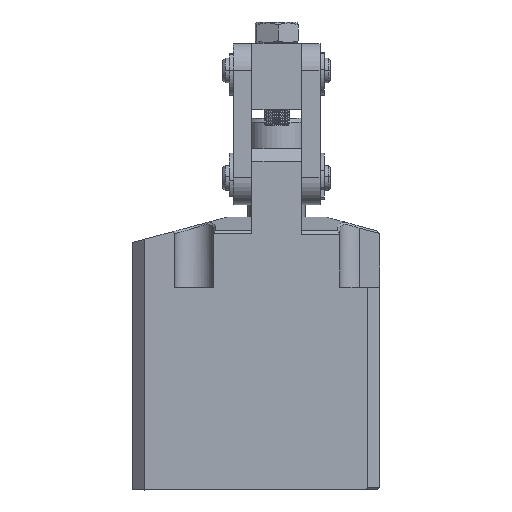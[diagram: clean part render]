
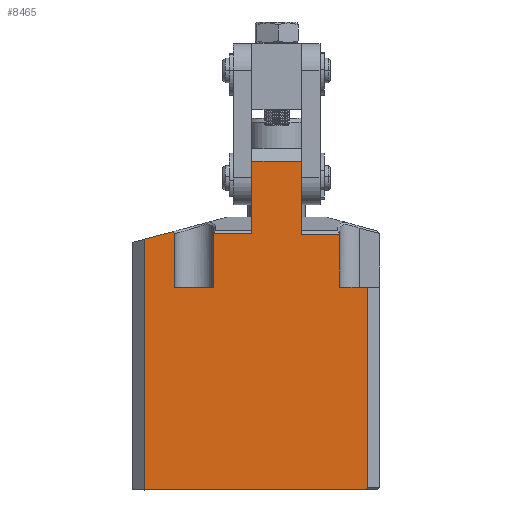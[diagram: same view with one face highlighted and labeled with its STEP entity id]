
A CAD part, top view. The second image highlights one B-rep face of the part: STEP entity #8465.
In plain terms, the highlighted planar face has unit normal (0, 0, 1).
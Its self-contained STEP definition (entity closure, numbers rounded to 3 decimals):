
#216 = EDGE_CURVE ( 'NONE', #1116, #9274, #11290, .T. ) ;
#381 = VECTOR ( 'NONE', #11523, 1000. ) ;
#437 = CARTESIAN_POINT ( 'NONE',  ( 399.833, 54.859, 25. ) ) ;
#587 = VERTEX_POINT ( 'NONE', #5228 ) ;
#627 = VERTEX_POINT ( 'NONE', #2091 ) ;
#640 = VERTEX_POINT ( 'NONE', #13516 ) ;
#816 = CARTESIAN_POINT ( 'NONE',  ( 452.388, 54.338, 25. ) ) ;
#875 = VECTOR ( 'NONE', #9387, 1000. ) ;
#1042 = CARTESIAN_POINT ( 'NONE',  ( 407.083, 116.86, 25. ) ) ;
#1083 = ORIENTED_EDGE ( 'NONE', *, *, #10994, .T. ) ;
#1116 = VERTEX_POINT ( 'NONE', #8466 ) ;
#1187 = LINE ( 'NONE', #1221, #2913 ) ;
#1195 = LINE ( 'NONE', #437, #1604 ) ;
#1207 = EDGE_CURVE ( 'NONE', #4302, #1116, #12955, .T. ) ;
#1221 = CARTESIAN_POINT ( 'NONE',  ( 399.833, 54.859, 25. ) ) ;
#1410 = EDGE_CURVE ( 'NONE', #15372, #1741, #13371, .T. ) ;
#1465 = ORIENTED_EDGE ( 'NONE', *, *, #216, .T. ) ;
#1604 = VECTOR ( 'NONE', #9471, 1000. ) ;
#1712 = VECTOR ( 'NONE', #10957, 1000. ) ;
#1741 = VERTEX_POINT ( 'NONE', #14127 ) ;
#2017 = VECTOR ( 'NONE', #15051, 1000. ) ;
#2091 = CARTESIAN_POINT ( 'NONE',  ( 399.833, 54.859, 25. ) ) ;
#2104 = DIRECTION ( 'NONE',  ( 0.816, 0.577, 0. ) ) ;
#2206 = EDGE_CURVE ( 'NONE', #9731, #15372, #13892, .T. ) ;
#2332 = DIRECTION ( 'NONE',  ( 0.767, -0.642, 0. ) ) ;
#2463 = EDGE_CURVE ( 'NONE', #10146, #7102, #5294, .T. ) ;
#2637 = ORIENTED_EDGE ( 'NONE', *, *, #2206, .T. ) ;
#2801 = VECTOR ( 'NONE', #12774, 1000. ) ;
#2913 = VECTOR ( 'NONE', #12798, 1000. ) ;
#3068 = CARTESIAN_POINT ( 'NONE',  ( 399.833, 115.5, 25. ) ) ;
#3550 = CARTESIAN_POINT ( 'NONE',  ( 447.083, 116.669, 25. ) ) ;
#3940 = LINE ( 'NONE', #1042, #6322 ) ;
#4020 = VECTOR ( 'NONE', #13530, 1000. ) ;
#4200 = CARTESIAN_POINT ( 'NONE',  ( 425.833, 54.859, 25. ) ) ;
#4296 = CARTESIAN_POINT ( 'NONE',  ( 407.083, 54.859, 25. ) ) ;
#4302 = VERTEX_POINT ( 'NONE', #11392 ) ;
#4472 = VECTOR ( 'NONE', #2104, 1000. ) ;
#4900 = AXIS2_PLACEMENT_3D ( 'NONE', #10877, #5808, #14720 ) ;
#5173 = LINE ( 'NONE', #12856, #8827 ) ;
#5223 = ORIENTED_EDGE ( 'NONE', *, *, #2463, .T. ) ;
#5224 = EDGE_LOOP ( 'NONE', ( #8017, #5223, #6709, #7960, #1465, #12695, #7836, #16518, #2637, #6627, #1083, #8023, #14656, #12435, #15144, #13159, #14881 ) ) ;
#5228 = CARTESIAN_POINT ( 'NONE',  ( 407.083, 116.86, 25. ) ) ;
#5255 = EDGE_CURVE ( 'NONE', #11273, #9876, #8514, .T. ) ;
#5294 = LINE ( 'NONE', #8517, #16027 ) ;
#5309 = VECTOR ( 'NONE', #14959, 1000. ) ;
#5344 = CARTESIAN_POINT ( 'NONE',  ( 406.555, 117.302, 25. ) ) ;
#5465 = EDGE_CURVE ( 'NONE', #11273, #587, #3940, .T. ) ;
#5540 = EDGE_CURVE ( 'NONE', #9876, #627, #1187, .T. ) ;
#5808 = DIRECTION ( 'NONE',  ( 0., 0., 1. ) ) ;
#5834 = EDGE_CURVE ( 'NONE', #16442, #640, #10638, .T. ) ;
#5851 = CARTESIAN_POINT ( 'NONE',  ( 399.833, 103.859, 25. ) ) ;
#6322 = VECTOR ( 'NONE', #2332, 1000. ) ;
#6410 = DIRECTION ( 'NONE',  ( -1., 0., 0. ) ) ;
#6627 = ORIENTED_EDGE ( 'NONE', *, *, #1410, .T. ) ;
#6709 = ORIENTED_EDGE ( 'NONE', *, *, #10787, .T. ) ;
#6759 = CARTESIAN_POINT ( 'NONE',  ( 453.126, 54.859, 25. ) ) ;
#7102 = VERTEX_POINT ( 'NONE', #3550 ) ;
#7304 = VECTOR ( 'NONE', #6410, 1000. ) ;
#7368 = CARTESIAN_POINT ( 'NONE',  ( 416.583, 103.859, 25. ) ) ;
#7452 = CARTESIAN_POINT ( 'NONE',  ( 416.583, 116.858, 25. ) ) ;
#7836 = ORIENTED_EDGE ( 'NONE', *, *, #14238, .T. ) ;
#7843 = DIRECTION ( 'NONE',  ( -1., 0., 0. ) ) ;
#7947 = CARTESIAN_POINT ( 'NONE',  ( 399.833, 134.359, 25. ) ) ;
#7960 = ORIENTED_EDGE ( 'NONE', *, *, #1207, .T. ) ;
#7968 = CARTESIAN_POINT ( 'NONE',  ( 416.583, 116.858, 25. ) ) ;
#8017 = ORIENTED_EDGE ( 'NONE', *, *, #11550, .T. ) ;
#8023 = ORIENTED_EDGE ( 'NONE', *, *, #5465, .F. ) ;
#8095 = CARTESIAN_POINT ( 'NONE',  ( 453.833, 103.859, 25. ) ) ;
#8135 = VERTEX_POINT ( 'NONE', #11419 ) ;
#8201 = DIRECTION ( 'NONE',  ( 0., 1., 0. ) ) ;
#8223 = EDGE_CURVE ( 'NONE', #640, #13683, #5173, .T. ) ;
#8378 = CARTESIAN_POINT ( 'NONE',  ( 406.555, 117.302, 25. ) ) ;
#8465 = ADVANCED_FACE ( 'NONE', ( #15890 ), #12238, .T. ) ;
#8466 = CARTESIAN_POINT ( 'NONE',  ( 437.833, 134.359, 25. ) ) ;
#8514 = LINE ( 'NONE', #8378, #1712 ) ;
#8517 = CARTESIAN_POINT ( 'NONE',  ( 447.083, 54.859, 25. ) ) ;
#8537 = DIRECTION ( 'NONE',  ( 0., 1., 0. ) ) ;
#8671 = VECTOR ( 'NONE', #7843, 1000. ) ;
#8827 = VECTOR ( 'NONE', #15349, 1000. ) ;
#8975 = EDGE_CURVE ( 'NONE', #9274, #8135, #13020, .T. ) ;
#9016 = CARTESIAN_POINT ( 'NONE',  ( 399.833, 116.876, 25. ) ) ;
#9274 = VERTEX_POINT ( 'NONE', #16527 ) ;
#9387 = DIRECTION ( 'NONE',  ( 0., -1., 0. ) ) ;
#9471 = DIRECTION ( 'NONE',  ( 1., 0., 0. ) ) ;
#9529 = CARTESIAN_POINT ( 'NONE',  ( 437.833, 54.859, 25. ) ) ;
#9731 = VERTEX_POINT ( 'NONE', #7968 ) ;
#9876 = VERTEX_POINT ( 'NONE', #3068 ) ;
#10127 = DIRECTION ( 'NONE',  ( 0., 1., 0. ) ) ;
#10146 = VERTEX_POINT ( 'NONE', #15131 ) ;
#10319 = LINE ( 'NONE', #9016, #7304 ) ;
#10638 = LINE ( 'NONE', #816, #4472 ) ;
#10714 = LINE ( 'NONE', #5851, #4020 ) ;
#10787 = EDGE_CURVE ( 'NONE', #7102, #4302, #15943, .T. ) ;
#10877 = CARTESIAN_POINT ( 'NONE',  ( 399.833, 54.859, 25. ) ) ;
#10957 = DIRECTION ( 'NONE',  ( -0.966, -0.259, 0. ) ) ;
#10994 = EDGE_CURVE ( 'NONE', #1741, #587, #12900, .T. ) ;
#11273 = VERTEX_POINT ( 'NONE', #5344 ) ;
#11290 = LINE ( 'NONE', #7947, #8671 ) ;
#11392 = CARTESIAN_POINT ( 'NONE',  ( 437.833, 116.669, 25. ) ) ;
#11419 = CARTESIAN_POINT ( 'NONE',  ( 425.833, 116.876, 25. ) ) ;
#11523 = DIRECTION ( 'NONE',  ( -1., 0., 0. ) ) ;
#11550 = EDGE_CURVE ( 'NONE', #13683, #10146, #10714, .T. ) ;
#12238 = PLANE ( 'NONE',  #4900 ) ;
#12289 = VERTEX_POINT ( 'NONE', #12833 ) ;
#12408 = CARTESIAN_POINT ( 'NONE',  ( 416.583, 54.859, 25. ) ) ;
#12435 = ORIENTED_EDGE ( 'NONE', *, *, #5540, .T. ) ;
#12695 = ORIENTED_EDGE ( 'NONE', *, *, #8975, .T. ) ;
#12774 = DIRECTION ( 'NONE',  ( 0., -1., 0. ) ) ;
#12798 = DIRECTION ( 'NONE',  ( 0., -1., 0. ) ) ;
#12833 = CARTESIAN_POINT ( 'NONE',  ( 416.6, 116.876, 25. ) ) ;
#12856 = CARTESIAN_POINT ( 'NONE',  ( 453.833, 54.859, 25. ) ) ;
#12900 = LINE ( 'NONE', #4296, #14634 ) ;
#12955 = LINE ( 'NONE', #9529, #16224 ) ;
#13020 = LINE ( 'NONE', #4200, #875 ) ;
#13159 = ORIENTED_EDGE ( 'NONE', *, *, #5834, .T. ) ;
#13371 = LINE ( 'NONE', #14896, #5309 ) ;
#13516 = CARTESIAN_POINT ( 'NONE',  ( 453.833, 55.359, 25. ) ) ;
#13530 = DIRECTION ( 'NONE',  ( -1., 0., 0. ) ) ;
#13683 = VERTEX_POINT ( 'NONE', #8095 ) ;
#13726 = EDGE_CURVE ( 'NONE', #627, #16442, #1195, .T. ) ;
#13892 = LINE ( 'NONE', #12408, #2801 ) ;
#14025 = EDGE_CURVE ( 'NONE', #12289, #9731, #15244, .T. ) ;
#14127 = CARTESIAN_POINT ( 'NONE',  ( 407.083, 103.859, 25. ) ) ;
#14238 = EDGE_CURVE ( 'NONE', #8135, #12289, #10319, .T. ) ;
#14634 = VECTOR ( 'NONE', #8201, 1000. ) ;
#14656 = ORIENTED_EDGE ( 'NONE', *, *, #5255, .T. ) ;
#14720 = DIRECTION ( 'NONE',  ( 1., 0., 0. ) ) ;
#14881 = ORIENTED_EDGE ( 'NONE', *, *, #8223, .T. ) ;
#14896 = CARTESIAN_POINT ( 'NONE',  ( 399.833, 103.859, 25. ) ) ;
#14959 = DIRECTION ( 'NONE',  ( -1., 0., 0. ) ) ;
#15051 = DIRECTION ( 'NONE',  ( -0.695, -0.719, 0. ) ) ;
#15131 = CARTESIAN_POINT ( 'NONE',  ( 447.083, 103.859, 25. ) ) ;
#15144 = ORIENTED_EDGE ( 'NONE', *, *, #13726, .T. ) ;
#15244 = LINE ( 'NONE', #7452, #2017 ) ;
#15335 = CARTESIAN_POINT ( 'NONE',  ( 399.833, 116.669, 25. ) ) ;
#15349 = DIRECTION ( 'NONE',  ( 0., 1., 0. ) ) ;
#15372 = VERTEX_POINT ( 'NONE', #7368 ) ;
#15890 = FACE_OUTER_BOUND ( 'NONE', #5224, .T. ) ;
#15943 = LINE ( 'NONE', #15335, #381 ) ;
#16027 = VECTOR ( 'NONE', #8537, 1000. ) ;
#16224 = VECTOR ( 'NONE', #10127, 1000. ) ;
#16442 = VERTEX_POINT ( 'NONE', #6759 ) ;
#16518 = ORIENTED_EDGE ( 'NONE', *, *, #14025, .T. ) ;
#16527 = CARTESIAN_POINT ( 'NONE',  ( 425.833, 134.359, 25. ) ) ;
